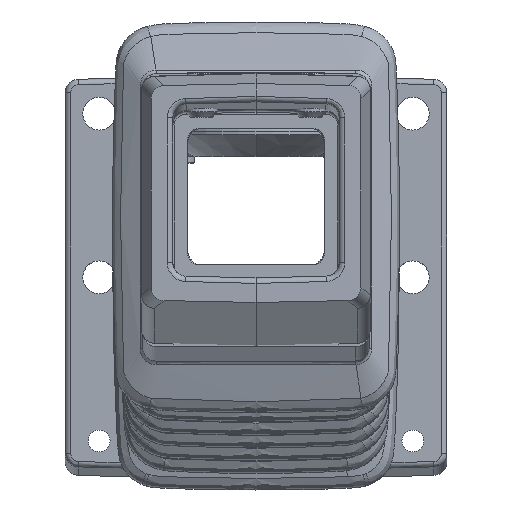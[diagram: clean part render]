
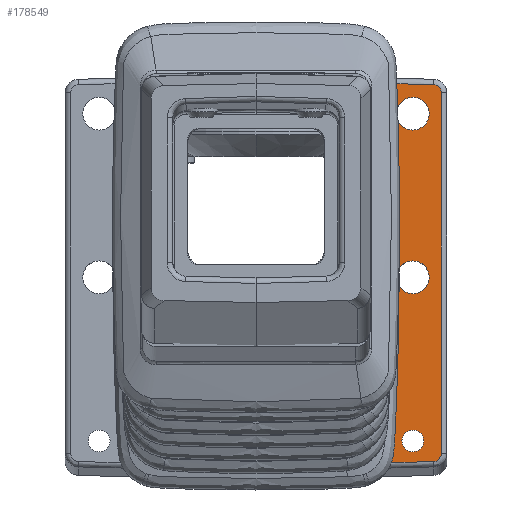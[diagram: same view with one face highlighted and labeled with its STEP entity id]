
A CAD part, top view. The second image highlights one B-rep face of the part: STEP entity #178549.
In plain terms, the highlighted planar face has unit normal (0, 0, 1).
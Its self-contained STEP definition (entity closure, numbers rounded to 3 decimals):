
#426 = DIRECTION ( 'NONE',  ( 0., 0., 1. ) ) ;
#1509 = DIRECTION ( 'NONE',  ( 0., 0., 1. ) ) ;
#2376 = CARTESIAN_POINT ( 'NONE',  ( 57.5, 0., 15. ) ) ;
#4771 = LINE ( 'NONE', #95464, #92469 ) ;
#5143 = ORIENTED_EDGE ( 'NONE', *, *, #134798, .F. ) ;
#11840 = CARTESIAN_POINT ( 'NONE',  ( 65.079, 70.628, 15. ) ) ;
#14489 = DIRECTION ( 'NONE',  ( 1., 0., 0. ) ) ;
#15160 = CARTESIAN_POINT ( 'NONE',  ( 51.5, 0., 15. ) ) ;
#16927 = LINE ( 'NONE', #100847, #104682 ) ;
#18916 = DIRECTION ( 'NONE',  ( 1., 0., 0. ) ) ;
#19304 = CARTESIAN_POINT ( 'NONE',  ( 44.199, -68.12, 15. ) ) ;
#19479 = CARTESIAN_POINT ( 'NONE',  ( 45.22, -64.413, 15. ) ) ;
#19626 = AXIS2_PLACEMENT_3D ( 'NONE', #84070, #199310, #100682 ) ;
#26825 = VERTEX_POINT ( 'NONE', #127232 ) ;
#28055 = CARTESIAN_POINT ( 'NONE',  ( 45.22, 68.33, 15. ) ) ;
#29848 = CARTESIAN_POINT ( 'NONE',  ( 68., -64.495, 15. ) ) ;
#33802 = CARTESIAN_POINT ( 'NONE',  ( 45.016, 70.268, 15. ) ) ;
#36722 = ORIENTED_EDGE ( 'NONE', *, *, #163774, .T. ) ;
#40325 = VERTEX_POINT ( 'NONE', #28055 ) ;
#44083 = EDGE_CURVE ( 'NONE', #192700, #139529, #4771, .T. ) ;
#45307 = CIRCLE ( 'NONE', #200206, 6. ) ;
#50170 = EDGE_CURVE ( 'NONE', #91185, #26825, #73646, .T. ) ;
#52641 = CARTESIAN_POINT ( 'NONE',  ( 44.199, -68.12, 15. ) ) ;
#54789 = CARTESIAN_POINT ( 'NONE',  ( 63.5, 60., 15. ) ) ;
#58322 = VERTEX_POINT ( 'NONE', #204736 ) ;
#65208 = EDGE_CURVE ( 'NONE', #95734, #76415, #72142, .T. ) ;
#66960 = CARTESIAN_POINT ( 'NONE',  ( 45.22, 68.33, 15. ) ) ;
#67645 = ORIENTED_EDGE ( 'NONE', *, *, #168744, .T. ) ;
#68685 = CARTESIAN_POINT ( 'NONE',  ( 0., 0., 15. ) ) ;
#69161 = DIRECTION ( 'NONE',  ( 0., 0., 1. ) ) ;
#70794 = AXIS2_PLACEMENT_3D ( 'NONE', #99152, #426, #115736 ) ;
#71094 = VERTEX_POINT ( 'NONE', #83534 ) ;
#71202 = EDGE_CURVE ( 'NONE', #89978, #74226, #16927, .T. ) ;
#72097 =( BOUNDED_CURVE ( )  B_SPLINE_CURVE ( 3, ( #19479, #134854, #151401, #52641 ),
 .UNSPECIFIED., .F., .F. ) 
 B_SPLINE_CURVE_WITH_KNOTS ( ( 4, 4 ),
 ( 5.088, 5.634 ),
 .UNSPECIFIED. ) 
 CURVE ( )  GEOMETRIC_REPRESENTATION_ITEM ( )  RATIONAL_B_SPLINE_CURVE ( ( 1., 0.975, 0.975, 1. ) ) 
 REPRESENTATION_ITEM ( '' )  );
#72142 = LINE ( 'NONE', #91388, #110900 ) ;
#72427 = CARTESIAN_POINT ( 'NONE',  ( 51.5, 60., 15. ) ) ;
#72928 = ORIENTED_EDGE ( 'NONE', *, *, #122282, .F. ) ;
#73646 = CIRCLE ( 'NONE', #70794, 4. ) ;
#73739 = CARTESIAN_POINT ( 'NONE',  ( 66.798, -67.528, 15. ) ) ;
#73923 = VERTEX_POINT ( 'NONE', #72427 ) ;
#74226 = VERTEX_POINT ( 'NONE', #179737 ) ;
#76415 = VERTEX_POINT ( 'NONE', #142441 ) ;
#77052 = EDGE_CURVE ( 'NONE', #201511, #58322, #152665, .T. ) ;
#77228 = EDGE_CURVE ( 'NONE', #71094, #95734, #72097, .T. ) ;
#77343 = EDGE_CURVE ( 'NONE', #139529, #40325, #209508, .T. ) ;
#78151 = CARTESIAN_POINT ( 'NONE',  ( 65., 67.629, 15. ) ) ;
#81262 = AXIS2_PLACEMENT_3D ( 'NONE', #100271, #1509, #116853 ) ;
#83534 = CARTESIAN_POINT ( 'NONE',  ( 45.22, -64.413, 15. ) ) ;
#84070 = CARTESIAN_POINT ( 'NONE',  ( 57.5, 60., 15. ) ) ;
#85320 = DIRECTION ( 'NONE',  ( 1., 0., 0. ) ) ;
#87654 = EDGE_CURVE ( 'NONE', #26825, #91185, #185092, .T. ) ;
#89978 = VERTEX_POINT ( 'NONE', #118371 ) ;
#91185 = VERTEX_POINT ( 'NONE', #93977 ) ;
#91388 = CARTESIAN_POINT ( 'NONE',  ( 65.086, -67.573, 15. ) ) ;
#92469 = VECTOR ( 'NONE', #191965, 1000. ) ;
#92480 = EDGE_CURVE ( 'NONE', #58322, #201511, #93991, .T. ) ;
#93977 = CARTESIAN_POINT ( 'NONE',  ( 61.5, -60., 15. ) ) ;
#93991 = CIRCLE ( 'NONE', #194159, 6. ) ;
#94726 = DIRECTION ( 'NONE',  ( 1., 0., 0. ) ) ;
#95464 = CARTESIAN_POINT ( 'NONE',  ( 43.188, 71.201, 15. ) ) ;
#95734 = VERTEX_POINT ( 'NONE', #19304 ) ;
#97576 = ORIENTED_EDGE ( 'NONE', *, *, #77052, .F. ) ;
#98600 = AXIS2_PLACEMENT_3D ( 'NONE', #211963, #113299, #14489 ) ;
#99152 = CARTESIAN_POINT ( 'NONE',  ( 57.5, -60., 15. ) ) ;
#100271 = CARTESIAN_POINT ( 'NONE',  ( 57.5, 0., 15. ) ) ;
#100682 = DIRECTION ( 'NONE',  ( 1., 0., 0. ) ) ;
#100847 = CARTESIAN_POINT ( 'NONE',  ( 68., 67.629, 15. ) ) ;
#103050 = CIRCLE ( 'NONE', #192026, 3. ) ;
#104682 = VECTOR ( 'NONE', #154751, 1000. ) ;
#106193 = ORIENTED_EDGE ( 'NONE', *, *, #92480, .F. ) ;
#109395 = DIRECTION ( 'NONE',  ( 1., 0.026, 0. ) ) ;
#110900 = VECTOR ( 'NONE', #109395, 1000. ) ;
#112075 = FACE_OUTER_BOUND ( 'NONE', #196040, .T. ) ;
#113299 = DIRECTION ( 'NONE',  ( 0., 0., 1. ) ) ;
#115736 = DIRECTION ( 'NONE',  ( 1., 0., 0. ) ) ;
#116853 = DIRECTION ( 'NONE',  ( 1., 0., 0. ) ) ;
#117722 = DIRECTION ( 'NONE',  ( 0., 0., 1. ) ) ;
#118371 = CARTESIAN_POINT ( 'NONE',  ( 68., -64.495, 15. ) ) ;
#120894 = CIRCLE ( 'NONE', #19626, 6. ) ;
#122282 = EDGE_CURVE ( 'NONE', #73923, #209759, #120894, .T. ) ;
#123122 = ORIENTED_EDGE ( 'NONE', *, *, #77343, .T. ) ;
#124521 = VECTOR ( 'NONE', #149059, 1000. ) ;
#124860 = ORIENTED_EDGE ( 'NONE', *, *, #50170, .F. ) ;
#127232 = CARTESIAN_POINT ( 'NONE',  ( 53.5, -60., 15. ) ) ;
#128614 = CARTESIAN_POINT ( 'NONE',  ( 68., -66.263, 15. ) ) ;
#129709 = LINE ( 'NONE', #165597, #124521 ) ;
#134798 = EDGE_CURVE ( 'NONE', #209759, #73923, #45307, .T. ) ;
#134854 = CARTESIAN_POINT ( 'NONE',  ( 45.22, -65.736, 15. ) ) ;
#139529 = VERTEX_POINT ( 'NONE', #144168 ) ;
#140797 = ORIENTED_EDGE ( 'NONE', *, *, #87654, .F. ) ;
#142441 = CARTESIAN_POINT ( 'NONE',  ( 65.077, -67.573, 15. ) ) ;
#144073 = EDGE_LOOP ( 'NONE', ( #106193, #97576 ) ) ;
#144168 = CARTESIAN_POINT ( 'NONE',  ( 44.618, 71.164, 15. ) ) ;
#145583 = FACE_BOUND ( 'NONE', #144073, .T. ) ;
#149059 = DIRECTION ( 'NONE',  ( 0., -1., 0. ) ) ;
#149164 = CARTESIAN_POINT ( 'NONE',  ( 44.618, 71.164, 15. ) ) ;
#150886 = PLANE ( 'NONE',  #202435 ) ;
#151401 = CARTESIAN_POINT ( 'NONE',  ( 44.871, -67.003, 15. ) ) ;
#152665 = CIRCLE ( 'NONE', #81262, 6. ) ;
#154751 = DIRECTION ( 'NONE',  ( 0., 1., 0. ) ) ;
#158693 = ORIENTED_EDGE ( 'NONE', *, *, #71202, .T. ) ;
#163774 = EDGE_CURVE ( 'NONE', #40325, #71094, #129709, .T. ) ;
#165597 = CARTESIAN_POINT ( 'NONE',  ( 45.22, 0., 15. ) ) ;
#165700 = CARTESIAN_POINT ( 'NONE',  ( 45.22, 69.309, 15. ) ) ;
#167829 = ORIENTED_EDGE ( 'NONE', *, *, #44083, .T. ) ;
#167909 = CARTESIAN_POINT ( 'NONE',  ( 57.5, 60., 15. ) ) ;
#168744 = EDGE_CURVE ( 'NONE', #74226, #192700, #103050, .T. ) ;
#169215 = ORIENTED_EDGE ( 'NONE', *, *, #176679, .T. ) ;
#174423 = EDGE_LOOP ( 'NONE', ( #5143, #72928 ) ) ;
#176679 = EDGE_CURVE ( 'NONE', #76415, #89978, #213542, .T. ) ;
#178549 = ADVANCED_FACE ( 'NONE', ( #112075, #199670, #145583, #194492 ), #150886, .T. ) ;
#179737 = CARTESIAN_POINT ( 'NONE',  ( 68., 67.629, 15. ) ) ;
#182568 = EDGE_LOOP ( 'NONE', ( #124860, #140797 ) ) ;
#183950 = DIRECTION ( 'NONE',  ( 0., 0., 1. ) ) ;
#184428 = DIRECTION ( 'NONE',  ( 1., 0., 0. ) ) ;
#185092 = CIRCLE ( 'NONE', #98600, 4. ) ;
#191965 = DIRECTION ( 'NONE',  ( -1., 0.026, 0. ) ) ;
#192026 = AXIS2_PLACEMENT_3D ( 'NONE', #78151, #193362, #94726 ) ;
#192700 = VERTEX_POINT ( 'NONE', #11840 ) ;
#193320 = ORIENTED_EDGE ( 'NONE', *, *, #65208, .T. ) ;
#193362 = DIRECTION ( 'NONE',  ( 0., 0., 1. ) ) ;
#194159 = AXIS2_PLACEMENT_3D ( 'NONE', #2376, #117722, #18916 ) ;
#194492 = FACE_BOUND ( 'NONE', #174423, .T. ) ;
#196040 = EDGE_LOOP ( 'NONE', ( #207323, #193320, #169215, #158693, #67645, #167829, #123122, #36722 ) ) ;
#199310 = DIRECTION ( 'NONE',  ( 0., 0., 1. ) ) ;
#199670 = FACE_BOUND ( 'NONE', #182568, .T. ) ;
#200206 = AXIS2_PLACEMENT_3D ( 'NONE', #167909, #69161, #184428 ) ;
#201511 = VERTEX_POINT ( 'NONE', #15160 ) ;
#202435 = AXIS2_PLACEMENT_3D ( 'NONE', #68685, #183950, #85320 ) ;
#204736 = CARTESIAN_POINT ( 'NONE',  ( 63.5, 0., 15. ) ) ;
#207323 = ORIENTED_EDGE ( 'NONE', *, *, #77228, .T. ) ;
#209508 =( BOUNDED_CURVE ( )  B_SPLINE_CURVE ( 3, ( #149164, #33802, #165700, #66960 ),
 .UNSPECIFIED., .F., .F. ) 
 B_SPLINE_CURVE_WITH_KNOTS ( ( 4, 4 ),
 ( 2.699, 3.116 ),
 .UNSPECIFIED. ) 
 CURVE ( )  GEOMETRIC_REPRESENTATION_ITEM ( )  RATIONAL_B_SPLINE_CURVE ( ( 1., 0.986, 0.986, 1. ) ) 
 REPRESENTATION_ITEM ( '' )  );
#209759 = VERTEX_POINT ( 'NONE', #54789 ) ;
#210681 = CARTESIAN_POINT ( 'NONE',  ( 65.077, -67.573, 15. ) ) ;
#211963 = CARTESIAN_POINT ( 'NONE',  ( 57.5, -60., 15. ) ) ;
#213542 =( BOUNDED_CURVE ( )  B_SPLINE_CURVE ( 3, ( #210681, #73739, #128614, #29848 ),
 .UNSPECIFIED., .F., .F. ) 
 B_SPLINE_CURVE_WITH_KNOTS ( ( 4, 4 ),
 ( 3.167, 4.712 ),
 .UNSPECIFIED. ) 
 CURVE ( )  GEOMETRIC_REPRESENTATION_ITEM ( )  RATIONAL_B_SPLINE_CURVE ( ( 1., 0.811, 0.811, 1. ) ) 
 REPRESENTATION_ITEM ( '' )  );
